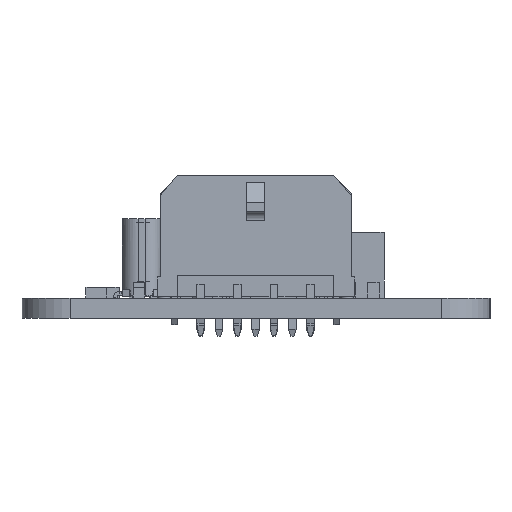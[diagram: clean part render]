
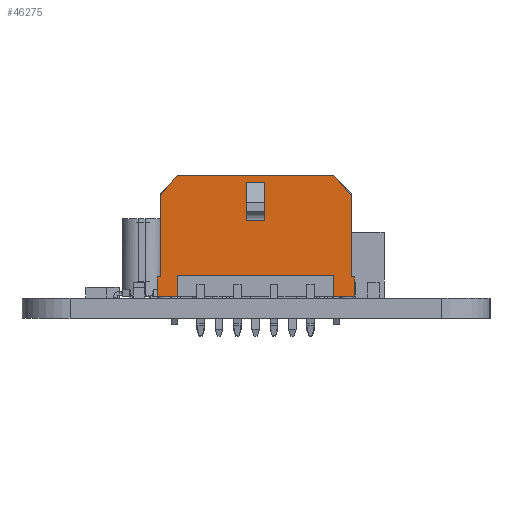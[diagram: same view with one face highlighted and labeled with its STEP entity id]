
A CAD part, left-side view. The second image highlights one B-rep face of the part: STEP entity #46275.
In plain terms, the highlighted face is planar.
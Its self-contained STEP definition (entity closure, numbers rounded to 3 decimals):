
#45133 = VERTEX_POINT('',#45134);
#45134 = CARTESIAN_POINT('',(-7.825,3.43,-3.355));
#45140 = EDGE_CURVE('',#45133,#45141,#45143,.T.);
#45141 = VERTEX_POINT('',#45142);
#45142 = CARTESIAN_POINT('',(-7.825,3.43,3.315));
#45143 = LINE('',#45144,#45145);
#45144 = CARTESIAN_POINT('',(-7.825,3.43,-3.355));
#45145 = VECTOR('',#45146,1.);
#45146 = DIRECTION('',(0.,0.,1.));
#45926 = VERTEX_POINT('',#45927);
#45927 = CARTESIAN_POINT('',(7.825,3.43,3.315));
#45933 = EDGE_CURVE('',#45934,#45926,#45936,.T.);
#45934 = VERTEX_POINT('',#45935);
#45935 = CARTESIAN_POINT('',(7.825,3.43,-3.355));
#45936 = LINE('',#45937,#45938);
#45937 = CARTESIAN_POINT('',(7.825,3.43,-3.355));
#45938 = VECTOR('',#45939,1.);
#45939 = DIRECTION('',(0.,0.,1.));
#46137 = VERTEX_POINT('',#46138);
#46138 = CARTESIAN_POINT('',(6.425,3.43,4.955));
#46144 = EDGE_CURVE('',#45926,#46137,#46145,.T.);
#46145 = LINE('',#46146,#46147);
#46146 = CARTESIAN_POINT('',(7.825,3.43,3.315));
#46147 = VECTOR('',#46148,1.);
#46148 = DIRECTION('',(-0.649,0.,0.761));
#46225 = EDGE_CURVE('',#46226,#45141,#46228,.T.);
#46226 = VERTEX_POINT('',#46227);
#46227 = CARTESIAN_POINT('',(-6.425,3.43,4.955));
#46228 = LINE('',#46229,#46230);
#46229 = CARTESIAN_POINT('',(-6.425,3.43,4.955));
#46230 = VECTOR('',#46231,1.);
#46231 = DIRECTION('',(-0.649,0.,-0.761));
#46275 = ADVANCED_FACE('',(#46276,#46358),#46392,.T.);
#46276 = FACE_BOUND('',#46277,.F.);
#46277 = EDGE_LOOP('',(#46278,#46288,#46296,#46304,#46312,#46320,#46326,
    #46327,#46328,#46334,#46335,#46336,#46344,#46352));
#46278 = ORIENTED_EDGE('',*,*,#46279,.T.);
#46279 = EDGE_CURVE('',#46280,#46282,#46284,.T.);
#46280 = VERTEX_POINT('',#46281);
#46281 = CARTESIAN_POINT('',(-6.425,3.43,-4.955));
#46282 = VERTEX_POINT('',#46283);
#46283 = CARTESIAN_POINT('',(-6.425,3.43,-3.205));
#46284 = LINE('',#46285,#46286);
#46285 = CARTESIAN_POINT('',(-6.425,3.43,-4.955));
#46286 = VECTOR('',#46287,1.);
#46287 = DIRECTION('',(0.,0.,1.));
#46288 = ORIENTED_EDGE('',*,*,#46289,.T.);
#46289 = EDGE_CURVE('',#46282,#46290,#46292,.T.);
#46290 = VERTEX_POINT('',#46291);
#46291 = CARTESIAN_POINT('',(6.425,3.43,-3.205));
#46292 = LINE('',#46293,#46294);
#46293 = CARTESIAN_POINT('',(-6.425,3.43,-3.205));
#46294 = VECTOR('',#46295,1.);
#46295 = DIRECTION('',(1.,0.,0.));
#46296 = ORIENTED_EDGE('',*,*,#46297,.F.);
#46297 = EDGE_CURVE('',#46298,#46290,#46300,.T.);
#46298 = VERTEX_POINT('',#46299);
#46299 = CARTESIAN_POINT('',(6.425,3.43,-4.955));
#46300 = LINE('',#46301,#46302);
#46301 = CARTESIAN_POINT('',(6.425,3.43,-4.955));
#46302 = VECTOR('',#46303,1.);
#46303 = DIRECTION('',(0.,0.,1.));
#46304 = ORIENTED_EDGE('',*,*,#46305,.F.);
#46305 = EDGE_CURVE('',#46306,#46298,#46308,.T.);
#46306 = VERTEX_POINT('',#46307);
#46307 = CARTESIAN_POINT('',(8.075,3.43,-4.955));
#46308 = LINE('',#46309,#46310);
#46309 = CARTESIAN_POINT('',(8.075,3.43,-4.955));
#46310 = VECTOR('',#46311,1.);
#46311 = DIRECTION('',(-1.,0.,0.));
#46312 = ORIENTED_EDGE('',*,*,#46313,.T.);
#46313 = EDGE_CURVE('',#46306,#46314,#46316,.T.);
#46314 = VERTEX_POINT('',#46315);
#46315 = CARTESIAN_POINT('',(8.075,3.43,-3.355));
#46316 = LINE('',#46317,#46318);
#46317 = CARTESIAN_POINT('',(8.075,3.43,-4.955));
#46318 = VECTOR('',#46319,1.);
#46319 = DIRECTION('',(0.,0.,1.));
#46320 = ORIENTED_EDGE('',*,*,#46321,.F.);
#46321 = EDGE_CURVE('',#45934,#46314,#46322,.T.);
#46322 = LINE('',#46323,#46324);
#46323 = CARTESIAN_POINT('',(7.825,3.43,-3.355));
#46324 = VECTOR('',#46325,1.);
#46325 = DIRECTION('',(1.,0.,0.));
#46326 = ORIENTED_EDGE('',*,*,#45933,.T.);
#46327 = ORIENTED_EDGE('',*,*,#46144,.T.);
#46328 = ORIENTED_EDGE('',*,*,#46329,.F.);
#46329 = EDGE_CURVE('',#46226,#46137,#46330,.T.);
#46330 = LINE('',#46331,#46332);
#46331 = CARTESIAN_POINT('',(-6.425,3.43,4.955));
#46332 = VECTOR('',#46333,1.);
#46333 = DIRECTION('',(1.,0.,0.));
#46334 = ORIENTED_EDGE('',*,*,#46225,.T.);
#46335 = ORIENTED_EDGE('',*,*,#45140,.F.);
#46336 = ORIENTED_EDGE('',*,*,#46337,.T.);
#46337 = EDGE_CURVE('',#45133,#46338,#46340,.T.);
#46338 = VERTEX_POINT('',#46339);
#46339 = CARTESIAN_POINT('',(-8.075,3.43,-3.355));
#46340 = LINE('',#46341,#46342);
#46341 = CARTESIAN_POINT('',(-7.825,3.43,-3.355));
#46342 = VECTOR('',#46343,1.);
#46343 = DIRECTION('',(-1.,0.,0.));
#46344 = ORIENTED_EDGE('',*,*,#46345,.T.);
#46345 = EDGE_CURVE('',#46338,#46346,#46348,.T.);
#46346 = VERTEX_POINT('',#46347);
#46347 = CARTESIAN_POINT('',(-8.075,3.43,-4.955));
#46348 = LINE('',#46349,#46350);
#46349 = CARTESIAN_POINT('',(-8.075,3.43,-3.355));
#46350 = VECTOR('',#46351,1.);
#46351 = DIRECTION('',(0.,0.,-1.));
#46352 = ORIENTED_EDGE('',*,*,#46353,.F.);
#46353 = EDGE_CURVE('',#46280,#46346,#46354,.T.);
#46354 = LINE('',#46355,#46356);
#46355 = CARTESIAN_POINT('',(-6.425,3.43,-4.955));
#46356 = VECTOR('',#46357,1.);
#46357 = DIRECTION('',(-1.,0.,0.));
#46358 = FACE_BOUND('',#46359,.F.);
#46359 = EDGE_LOOP('',(#46360,#46370,#46378,#46386));
#46360 = ORIENTED_EDGE('',*,*,#46361,.F.);
#46361 = EDGE_CURVE('',#46362,#46364,#46366,.T.);
#46362 = VERTEX_POINT('',#46363);
#46363 = CARTESIAN_POINT('',(-0.75,3.43,4.415));
#46364 = VERTEX_POINT('',#46365);
#46365 = CARTESIAN_POINT('',(-0.75,3.43,1.255));
#46366 = LINE('',#46367,#46368);
#46367 = CARTESIAN_POINT('',(-0.75,3.43,4.415));
#46368 = VECTOR('',#46369,1.);
#46369 = DIRECTION('',(0.,0.,-1.));
#46370 = ORIENTED_EDGE('',*,*,#46371,.T.);
#46371 = EDGE_CURVE('',#46362,#46372,#46374,.T.);
#46372 = VERTEX_POINT('',#46373);
#46373 = CARTESIAN_POINT('',(0.75,3.43,4.415));
#46374 = LINE('',#46375,#46376);
#46375 = CARTESIAN_POINT('',(-0.75,3.43,4.415));
#46376 = VECTOR('',#46377,1.);
#46377 = DIRECTION('',(1.,0.,0.));
#46378 = ORIENTED_EDGE('',*,*,#46379,.T.);
#46379 = EDGE_CURVE('',#46372,#46380,#46382,.T.);
#46380 = VERTEX_POINT('',#46381);
#46381 = CARTESIAN_POINT('',(0.75,3.43,1.255));
#46382 = LINE('',#46383,#46384);
#46383 = CARTESIAN_POINT('',(0.75,3.43,4.415));
#46384 = VECTOR('',#46385,1.);
#46385 = DIRECTION('',(0.,0.,-1.));
#46386 = ORIENTED_EDGE('',*,*,#46387,.F.);
#46387 = EDGE_CURVE('',#46364,#46380,#46388,.T.);
#46388 = LINE('',#46389,#46390);
#46389 = CARTESIAN_POINT('',(-0.75,3.43,1.255));
#46390 = VECTOR('',#46391,1.);
#46391 = DIRECTION('',(1.,0.,0.));
#46392 = PLANE('',#46393);
#46393 = AXIS2_PLACEMENT_3D('',#46394,#46395,#46396);
#46394 = CARTESIAN_POINT('',(-7.825,3.43,-4.955));
#46395 = DIRECTION('',(0.,1.,0.));
#46396 = DIRECTION('',(0.,0.,1.));
